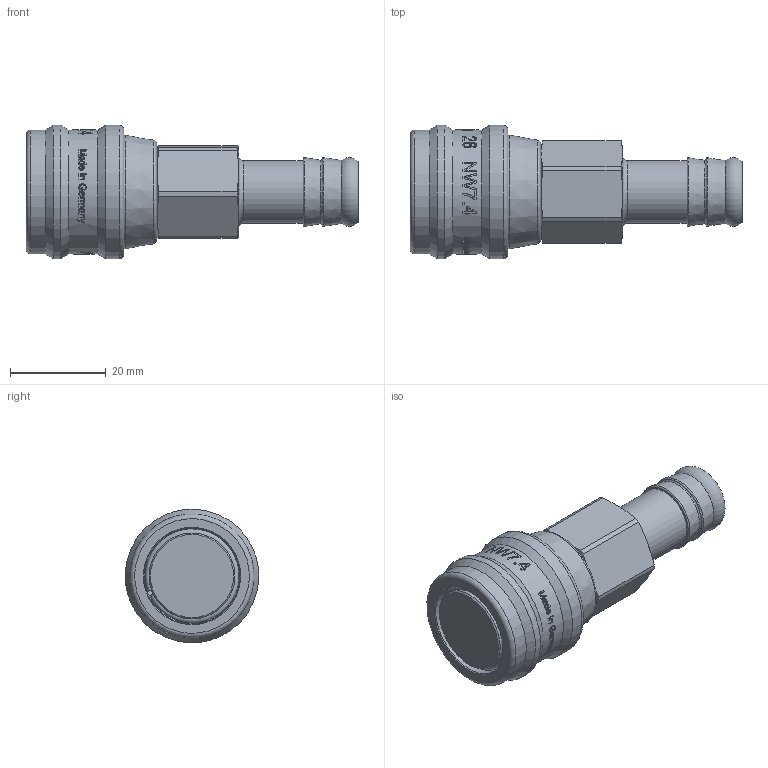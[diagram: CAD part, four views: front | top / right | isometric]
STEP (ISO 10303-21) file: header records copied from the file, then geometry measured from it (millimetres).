
FILE_DESCRIPTION((''),'2;1');
FILE_NAME('26katf13rvx.stp','2013-02-11T10:02:45',('IA176480'),(''),'Autodesk Inventor 2011','Autodesk Inventor 2011','');
FILE_SCHEMA(('AUTOMOTIVE_DESIGN { 1 0 10303 214 1 1 1 1 }'));
Length unit declared in the file: millimetre
Products named in the file (1): D105881
Bounding box: 69.51 x 27.94 x 27.94 mm (x, y, z)
Volume: 20212.4 mm3; surface area: 10433.6 mm2
Topology: 2 solids, 4 shells, 584 faces, 1517 edges, 996 vertices
Faces by surface type: bspline 241, plane 222, cylinder 82, cone 28, torus 11
Full cylindrical faces by diameter (mm): 13.1 x1, 14.51 x1, 15 x2, 15.1 x1, 15.2 x1, 16 x2, 16.65 x1, 18 x3, 18.95 x1, 19.15 x1, 20 x1, 21 x1, 21.2 x1, 23.8 x1, 24 x1, 26 x2, 28 x2
Entity records: 76043 total; most frequent: CARTESIAN_POINT 63262, ORIENTED_EDGE 2906, DIRECTION 1702, EDGE_CURVE 1453, VERTEX_POINT 986, EDGE_LOOP 701, B_SPLINE_CURVE_WITH_KNOTS 660, FACE_OUTER_BOUND 584
